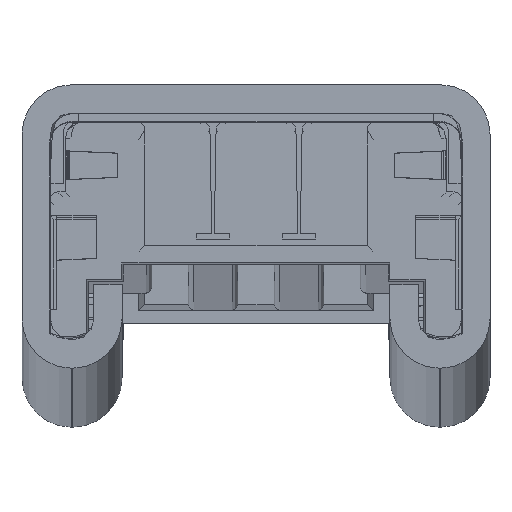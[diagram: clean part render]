
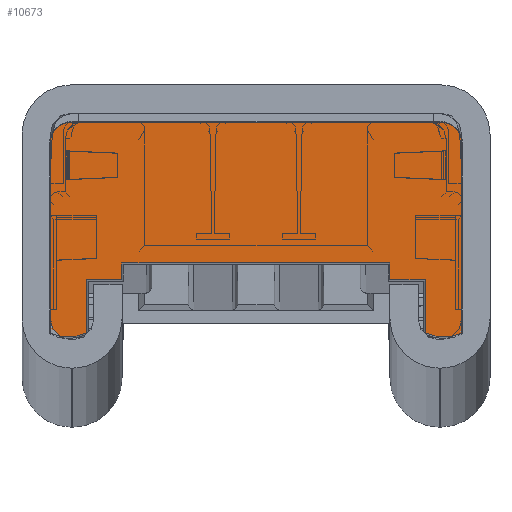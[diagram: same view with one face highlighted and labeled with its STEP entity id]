
A CAD part, top view. The second image highlights one B-rep face of the part: STEP entity #10673.
In plain terms, the highlighted planar face has unit normal (0, 0, 1).
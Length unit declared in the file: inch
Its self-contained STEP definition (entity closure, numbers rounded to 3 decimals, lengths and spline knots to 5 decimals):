
#637=LINE('',#16355,#1740);
#669=LINE('',#16456,#1772);
#742=LINE('',#16613,#1845);
#850=LINE('',#16849,#1953);
#853=LINE('',#16855,#1956);
#856=LINE('',#16859,#1959);
#857=LINE('',#16862,#1960);
#860=LINE('',#16867,#1963);
#870=LINE('',#17022,#1973);
#871=LINE('',#17028,#1974);
#1740=VECTOR('',#13154,0.3937);
#1772=VECTOR('',#13266,0.3937);
#1845=VECTOR('',#13403,0.3937);
#1953=VECTOR('',#13639,0.3937);
#1956=VECTOR('',#13644,0.3937);
#1959=VECTOR('',#13649,0.3937);
#1960=VECTOR('',#13652,0.3937);
#1963=VECTOR('',#13657,0.3937);
#1973=VECTOR('',#13719,0.3937);
#1974=VECTOR('',#13722,0.3937);
#2988=FACE_OUTER_BOUND('',#3579,.T.);
#3579=EDGE_LOOP('',(#7981,#7982,#7983,#7984,#7985,#7986,#7987,#7988,#7989,
#7990,#7991,#7992,#7993,#7994));
#4084=CIRCLE('',#11664,0.08);
#4087=CIRCLE('',#11692,0.08);
#4088=CIRCLE('',#11694,0.15366);
#4089=CIRCLE('',#11699,0.15394);
#4469=VERTEX_POINT('',#16352);
#4470=VERTEX_POINT('',#16354);
#4498=VERTEX_POINT('',#16453);
#4499=VERTEX_POINT('',#16455);
#4550=VERTEX_POINT('',#16610);
#4551=VERTEX_POINT('',#16612);
#4614=VERTEX_POINT('',#16847);
#4615=VERTEX_POINT('',#16848);
#4616=VERTEX_POINT('',#16853);
#4617=VERTEX_POINT('',#16854);
#4618=VERTEX_POINT('',#16861);
#4619=VERTEX_POINT('',#16865);
#4622=VERTEX_POINT('',#17016);
#4623=VERTEX_POINT('',#17024);
#5533=EDGE_CURVE('',#4469,#4470,#637,.T.);
#5585=EDGE_CURVE('',#4498,#4499,#669,.T.);
#5662=EDGE_CURVE('',#4550,#4551,#742,.T.);
#5775=EDGE_CURVE('',#4499,#4550,#4084,.T.);
#5776=EDGE_CURVE('',#4614,#4615,#850,.T.);
#5779=EDGE_CURVE('',#4616,#4617,#853,.T.);
#5782=EDGE_CURVE('',#4617,#4614,#856,.T.);
#5783=EDGE_CURVE('',#4616,#4618,#857,.T.);
#5786=EDGE_CURVE('',#4619,#4615,#860,.T.);
#5801=EDGE_CURVE('',#4470,#4498,#4087,.T.);
#5803=EDGE_CURVE('',#4622,#4469,#4088,.T.);
#5804=EDGE_CURVE('',#4618,#4622,#870,.T.);
#5806=EDGE_CURVE('',#4623,#4619,#871,.T.);
#5808=EDGE_CURVE('',#4551,#4623,#4089,.T.);
#7981=ORIENTED_EDGE('',*,*,#5776,.T.);
#7982=ORIENTED_EDGE('',*,*,#5786,.F.);
#7983=ORIENTED_EDGE('',*,*,#5806,.F.);
#7984=ORIENTED_EDGE('',*,*,#5808,.F.);
#7985=ORIENTED_EDGE('',*,*,#5662,.F.);
#7986=ORIENTED_EDGE('',*,*,#5775,.F.);
#7987=ORIENTED_EDGE('',*,*,#5585,.F.);
#7988=ORIENTED_EDGE('',*,*,#5801,.F.);
#7989=ORIENTED_EDGE('',*,*,#5533,.F.);
#7990=ORIENTED_EDGE('',*,*,#5803,.F.);
#7991=ORIENTED_EDGE('',*,*,#5804,.F.);
#7992=ORIENTED_EDGE('',*,*,#5783,.F.);
#7993=ORIENTED_EDGE('',*,*,#5779,.T.);
#7994=ORIENTED_EDGE('',*,*,#5782,.T.);
#9612=PLANE('',#11701);
#10673=ADVANCED_FACE('',(#2988),#9612,.T.);
#11664=AXIS2_PLACEMENT_3D('',#16845,#13635,#13636);
#11692=AXIS2_PLACEMENT_3D('',#17014,#13711,#13712);
#11694=AXIS2_PLACEMENT_3D('',#17020,#13715,#13716);
#11699=AXIS2_PLACEMENT_3D('',#17031,#13727,#13728);
#11701=AXIS2_PLACEMENT_3D('',#17033,#13731,#13732);
#13154=DIRECTION('',(0.,1.,0.));
#13266=DIRECTION('',(1.,0.,0.));
#13403=DIRECTION('',(0.,-1.,0.));
#13635=DIRECTION('center_axis',(0.,0.,-1.));
#13636=DIRECTION('ref_axis',(0.707,0.707,0.));
#13639=DIRECTION('',(0.,-1.,0.));
#13644=DIRECTION('',(0.,1.,0.));
#13649=DIRECTION('',(1.,0.,0.));
#13652=DIRECTION('',(-1.,0.,0.));
#13657=DIRECTION('',(-1.,0.,0.));
#13711=DIRECTION('center_axis',(0.,0.,-1.));
#13712=DIRECTION('ref_axis',(-0.707,0.707,0.));
#13715=DIRECTION('center_axis',(0.,0.,-1.));
#13716=DIRECTION('ref_axis',(0.431,0.902,0.));
#13719=DIRECTION('',(-0.001,-1.,0.));
#13722=DIRECTION('',(0.001,1.,0.));
#13727=DIRECTION('center_axis',(0.,0.,-1.));
#13728=DIRECTION('ref_axis',(0.431,0.903,0.));
#13731=DIRECTION('center_axis',(0.,0.,1.));
#13732=DIRECTION('ref_axis',(1.,0.,0.));
#16352=CARTESIAN_POINT('',(0.21538,-0.03068,0.));
#16354=CARTESIAN_POINT('',(0.21512,0.66152,0.));
#16355=CARTESIAN_POINT('',(0.21516,0.54493,0.));
#16453=CARTESIAN_POINT('',(0.27165,0.71799,0.));
#16455=CARTESIAN_POINT('',(1.61808,0.71799,0.));
#16456=CARTESIAN_POINT('',(1.31113,0.71799,0.));
#16610=CARTESIAN_POINT('',(1.67461,0.66152,0.));
#16612=CARTESIAN_POINT('',(1.67435,-0.03068,0.));
#16613=CARTESIAN_POINT('',(1.67443,0.16993,0.));
#16845=CARTESIAN_POINT('Origin',(1.59736,0.64072,0.));
#16847=CARTESIAN_POINT('',(1.41938,0.21872,0.));
#16848=CARTESIAN_POINT('',(1.41938,0.15872,0.));
#16849=CARTESIAN_POINT('',(1.41938,0.25885,0.));
#16853=CARTESIAN_POINT('',(0.46938,0.15872,0.));
#16854=CARTESIAN_POINT('',(0.46938,0.21872,0.));
#16855=CARTESIAN_POINT('',(0.46938,0.29407,0.));
#16859=CARTESIAN_POINT('',(1.18214,0.21872,0.));
#16861=CARTESIAN_POINT('',(0.34491,0.15872,0.));
#16862=CARTESIAN_POINT('',(1.54491,0.15872,0.));
#16865=CARTESIAN_POINT('',(1.54491,0.15872,0.));
#16867=CARTESIAN_POINT('',(1.54491,0.15872,0.));
#17014=CARTESIAN_POINT('Origin',(0.29236,0.64072,0.));
#17016=CARTESIAN_POINT('',(0.3448,-0.02928,0.));
#17020=CARTESIAN_POINT('Origin',(0.27858,0.10938,0.));
#17022=CARTESIAN_POINT('',(0.34491,0.15872,0.));
#17024=CARTESIAN_POINT('',(1.5448,-0.02928,0.));
#17028=CARTESIAN_POINT('',(1.5448,-0.02928,0.));
#17031=CARTESIAN_POINT('Origin',(1.61108,0.10966,0.));
#17033=CARTESIAN_POINT('Origin',(0.94489,0.36942,0.));
